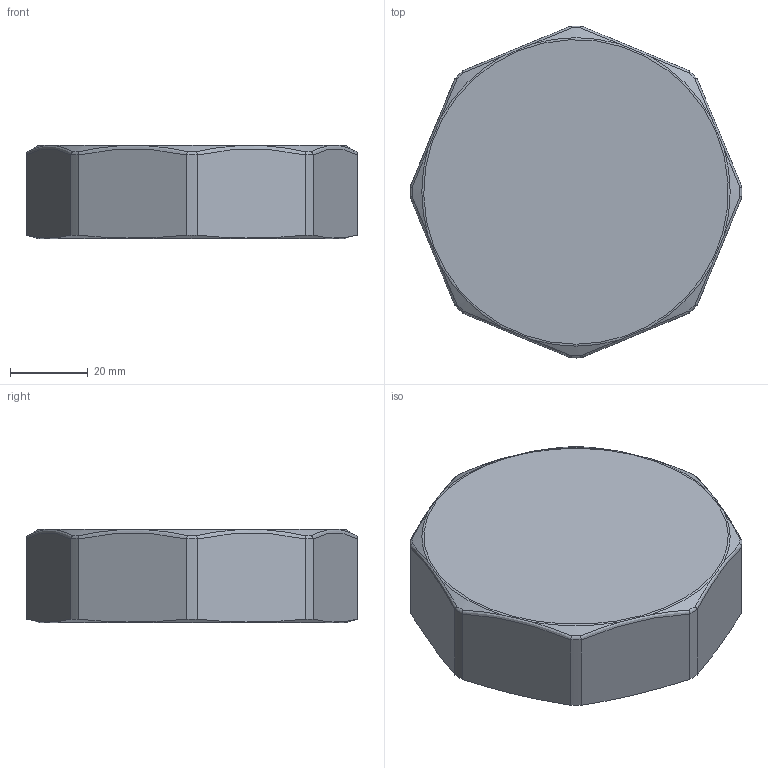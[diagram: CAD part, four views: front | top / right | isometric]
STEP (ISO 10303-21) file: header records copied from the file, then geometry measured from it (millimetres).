
FILE_DESCRIPTION(/* description */ (''),/* implementation_level */ '2;1');
FILE_NAME(/* name */ 'vk_212_ms.stp',/* time_stamp */ '2017-02-03T10:15:53+01:00',/* author */ ('hamoud'),/* organization */ (''),/* preprocessor_version */ 'ST-DEVELOPER v15.6',/* originating_system */ 'Autodesk Inventor LT ',/* authorisation */ '');
FILE_SCHEMA (('AUTOMOTIVE_DESIGN { 1 0 10303 214 3 1 1 }'));
Length unit declared in the file: millimetre
Products named in the file (1): vk_212_ms
Bounding box: 85.5 x 85.5 x 24 mm (x, y, z)
Volume: 37529.3 mm3; surface area: 21128 mm2
Topology: 1 solids, 1 shells, 48 faces, 133 edges, 88 vertices
Faces by surface type: plane 11, cone 10, torus 10, cylinder 9, bspline 8
Full cylindrical faces by diameter (mm): 72.5 x1
Entity records: 2184 total; most frequent: CARTESIAN_POINT 1094, ORIENTED_EDGE 252, DIRECTION 174, EDGE_CURVE 126, VERTEX_POINT 86, AXIS2_PLACEMENT_3D 79, B_SPLINE_CURVE_WITH_KNOTS 64, EDGE_LOOP 54
